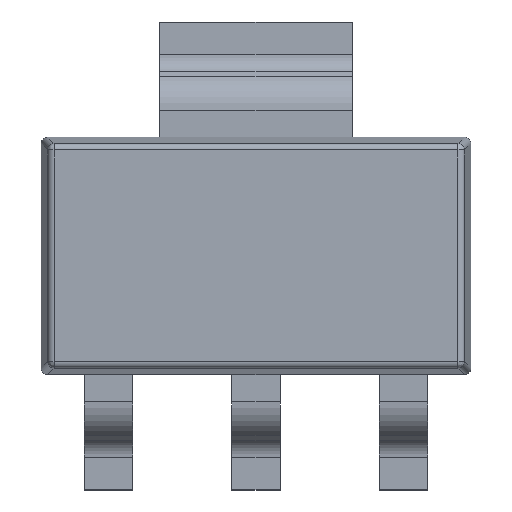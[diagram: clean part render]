
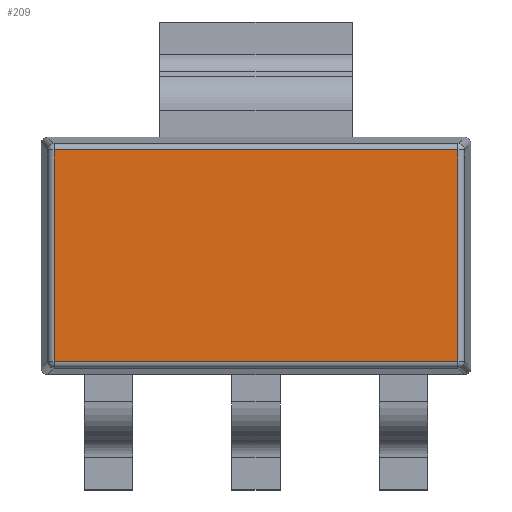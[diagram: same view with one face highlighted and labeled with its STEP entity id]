
A CAD part, top view. The second image highlights one B-rep face of the part: STEP entity #209.
In plain terms, the highlighted planar face has unit normal (0, 0, 1).
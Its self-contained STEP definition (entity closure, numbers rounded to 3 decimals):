
#209=ADVANCED_FACE('',(#1091),#1093,.T.);
#1091=FACE_BOUND('',#1092,.T.);
#1092=EDGE_LOOP('',(#1869,#1870,#1871,#1872));
#1093=PLANE('',#1094);
#1094=AXIS2_PLACEMENT_3D('',#1095,#1096,#1097);
#1095=CARTESIAN_POINT('',(0.,0.,1.8));
#1096=DIRECTION('',(0.,0.,1.));
#1097=DIRECTION('',(1.,0.,0.));
#1869=ORIENTED_EDGE('',*,*,#2325,.T.);
#1870=ORIENTED_EDGE('',*,*,#2326,.T.);
#1871=ORIENTED_EDGE('',*,*,#2327,.T.);
#1872=ORIENTED_EDGE('',*,*,#2328,.T.);
#2325=EDGE_CURVE('',#2597,#2598,#2599,.T.);
#2326=EDGE_CURVE('',#2598,#2600,#2601,.T.);
#2327=EDGE_CURVE('',#2600,#2602,#2603,.T.);
#2328=EDGE_CURVE('',#2602,#2597,#2604,.T.);
#2597=VERTEX_POINT('',#3085);
#2598=VERTEX_POINT('',#3086);
#2599=LINE('',#3087,#3088);
#2600=VERTEX_POINT('',#3090);
#2601=LINE('',#3091,#3092);
#2602=VERTEX_POINT('',#3094);
#2603=LINE('',#3095,#3096);
#2604=LINE('',#3098,#3099);
#3085=CARTESIAN_POINT('',(-3.151,-1.651,1.8));
#3086=CARTESIAN_POINT('',(3.151,-1.651,1.8));
#3087=CARTESIAN_POINT('',(-3.151,-1.651,1.8));
#3088=VECTOR('',#3089,1.);
#3089=DIRECTION('',(1.,0.,0.));
#3090=CARTESIAN_POINT('',(3.151,1.651,1.8));
#3091=CARTESIAN_POINT('',(3.151,-1.651,1.8));
#3092=VECTOR('',#3093,1.);
#3093=DIRECTION('',(0.,1.,0.));
#3094=CARTESIAN_POINT('',(-3.151,1.651,1.8));
#3095=CARTESIAN_POINT('',(3.151,1.651,1.8));
#3096=VECTOR('',#3097,1.);
#3097=DIRECTION('',(-1.,0.,0.));
#3098=CARTESIAN_POINT('',(-3.151,1.651,1.8));
#3099=VECTOR('',#3100,1.);
#3100=DIRECTION('',(0.,-1.,0.));
